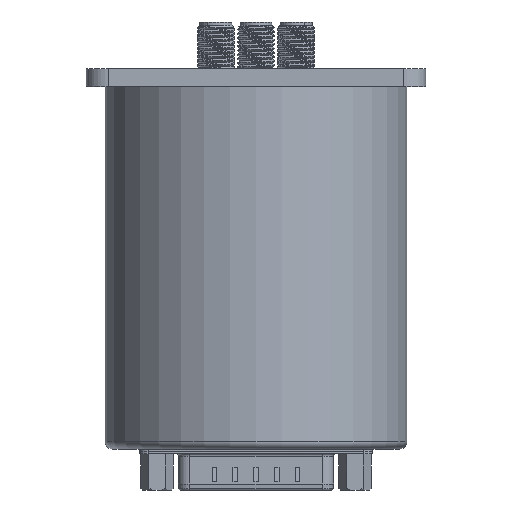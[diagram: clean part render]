
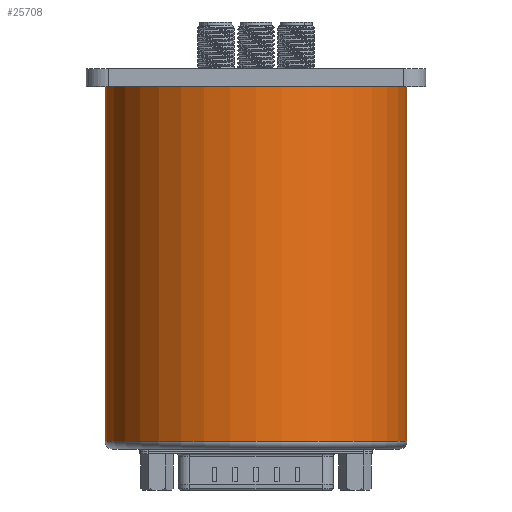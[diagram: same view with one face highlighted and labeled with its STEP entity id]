
A CAD part, front view. The second image highlights one B-rep face of the part: STEP entity #25708.
In plain terms, the highlighted cylindrical face has radius 25.4 mm (diameter 50.8 mm), a partial arc.
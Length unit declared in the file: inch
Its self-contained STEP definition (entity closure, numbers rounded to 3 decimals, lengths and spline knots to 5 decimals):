
#67 = CARTESIAN_POINT ( 'NONE',  ( 0., 0., -0.12 ) ) ;
#2564 = VERTEX_POINT ( 'NONE', #36396 ) ;
#4005 = VECTOR ( 'NONE', #39358, 39.37008 ) ;
#6847 = ORIENTED_EDGE ( 'NONE', *, *, #75433, .F. ) ;
#8707 = EDGE_CURVE ( 'NONE', #46676, #81069, #46169, .T. ) ;
#8966 = LINE ( 'NONE', #51421, #4005 ) ;
#10840 = DIRECTION ( 'NONE',  ( 1., 0., 0. ) ) ;
#12610 = CARTESIAN_POINT ( 'NONE',  ( -1., 0., -2.47 ) ) ;
#16979 = CARTESIAN_POINT ( 'NONE',  ( -1., 0., -0.12 ) ) ;
#20906 = CARTESIAN_POINT ( 'NONE',  ( 1., 0., -2.47 ) ) ;
#22708 = ORIENTED_EDGE ( 'NONE', *, *, #26383, .T. ) ;
#23962 = ORIENTED_EDGE ( 'NONE', *, *, #8707, .T. ) ;
#24293 = CARTESIAN_POINT ( 'NONE',  ( 0., 0., -2.47 ) ) ;
#25708 = ADVANCED_FACE ( 'NONE', ( #49338 ), #33674, .T. ) ;
#26383 = EDGE_CURVE ( 'NONE', #2564, #76616, #48165, .T. ) ;
#26632 = CARTESIAN_POINT ( 'NONE',  ( 1., 0., -7.86843 ) ) ;
#27409 = EDGE_LOOP ( 'NONE', ( #6847, #23962, #28633, #22708 ) ) ;
#28633 = ORIENTED_EDGE ( 'NONE', *, *, #37226, .T. ) ;
#31105 = DIRECTION ( 'NONE',  ( 1., 0., 0. ) ) ;
#33674 = CYLINDRICAL_SURFACE ( 'NONE', #57282, 1. ) ;
#34942 = CARTESIAN_POINT ( 'NONE',  ( 0., 0., -7.86843 ) ) ;
#35753 = DIRECTION ( 'NONE',  ( 0., 0., 1. ) ) ;
#36396 = CARTESIAN_POINT ( 'NONE',  ( 1., 0., -0.12 ) ) ;
#37226 = EDGE_CURVE ( 'NONE', #81069, #2564, #68682, .T. ) ;
#39358 = DIRECTION ( 'NONE',  ( 0., 0., 1. ) ) ;
#46169 = CIRCLE ( 'NONE', #70229, 1. ) ;
#46676 = VERTEX_POINT ( 'NONE', #12610 ) ;
#47968 = VECTOR ( 'NONE', #63680, 39.37008 ) ;
#48165 = CIRCLE ( 'NONE', #55706, 1. ) ;
#49338 = FACE_OUTER_BOUND ( 'NONE', #27409, .T. ) ;
#51421 = CARTESIAN_POINT ( 'NONE',  ( -1., 0., -7.86843 ) ) ;
#55706 = AXIS2_PLACEMENT_3D ( 'NONE', #67, #68121, #74936 ) ;
#57282 = AXIS2_PLACEMENT_3D ( 'NONE', #34942, #35753, #10840 ) ;
#62665 = DIRECTION ( 'NONE',  ( 0., 0., 1. ) ) ;
#63680 = DIRECTION ( 'NONE',  ( 0., 0., 1. ) ) ;
#68121 = DIRECTION ( 'NONE',  ( 0., 0., -1. ) ) ;
#68682 = LINE ( 'NONE', #26632, #47968 ) ;
#70229 = AXIS2_PLACEMENT_3D ( 'NONE', #24293, #62665, #31105 ) ;
#74936 = DIRECTION ( 'NONE',  ( -1., 0., 0. ) ) ;
#75433 = EDGE_CURVE ( 'NONE', #46676, #76616, #8966, .T. ) ;
#76616 = VERTEX_POINT ( 'NONE', #16979 ) ;
#81069 = VERTEX_POINT ( 'NONE', #20906 ) ;
